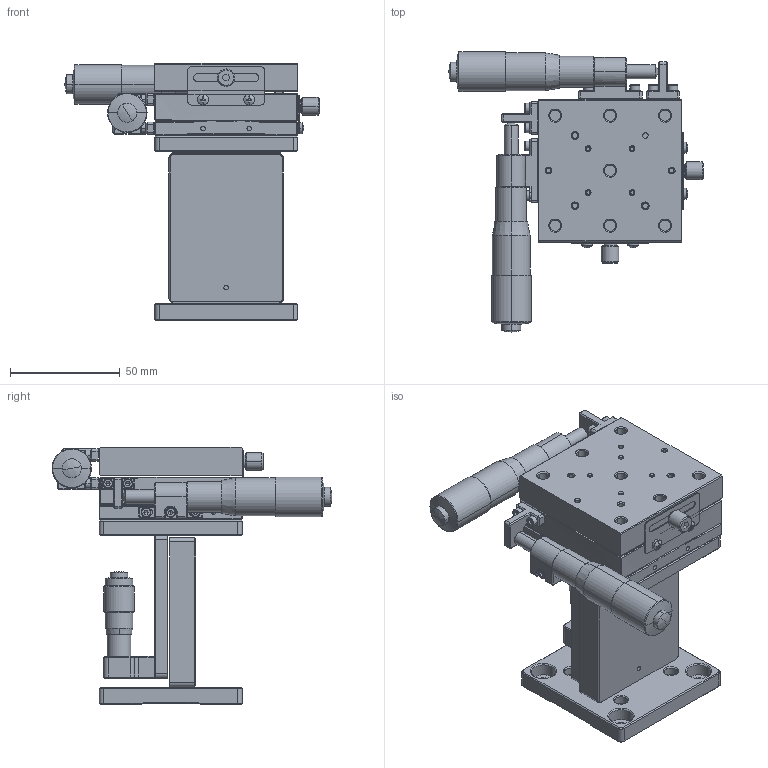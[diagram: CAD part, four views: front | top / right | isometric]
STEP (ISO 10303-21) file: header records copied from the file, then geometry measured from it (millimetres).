
FILE_DESCRIPTION (( 'STEP AP203' ), '1' );
FILE_NAME ('GCM-901602M.STEP', '2019-05-20T02:33:35', ( '' ), ( '' ), 'SwSTEP 2.0', 'SolidWorks 2015', '' );
FILE_SCHEMA (( 'CONFIG_CONTROL_DESIGN' ));
Length unit declared in the file: millimetre
Products named in the file (3): GCM-VC13M; GCM-T25M2L; GCM-901602M
Assembly tree (2 placements, depth 2):
  GCM-901602M
    GCM-VC13M
    GCM-T25M2L
Bounding box: 115.67 x 127.37 x 117 mm (x, y, z)
Surface area: 87127.4 mm2 (no closed solid volume)
Topology: 0 solids, 52 shells, 1043 faces, 2781 edges, 1771 vertices
Faces by surface type: plane 432, cylinder 314, cone 257, bspline 40
Entity records: 35562 total; most frequent: CARTESIAN_POINT 9549, DIRECTION 5509, ORIENTED_EDGE 4968, EDGE_CURVE 2757, AXIS2_PLACEMENT_3D 1977, VERTEX_POINT 1771, LINE 1555, VECTOR 1555
